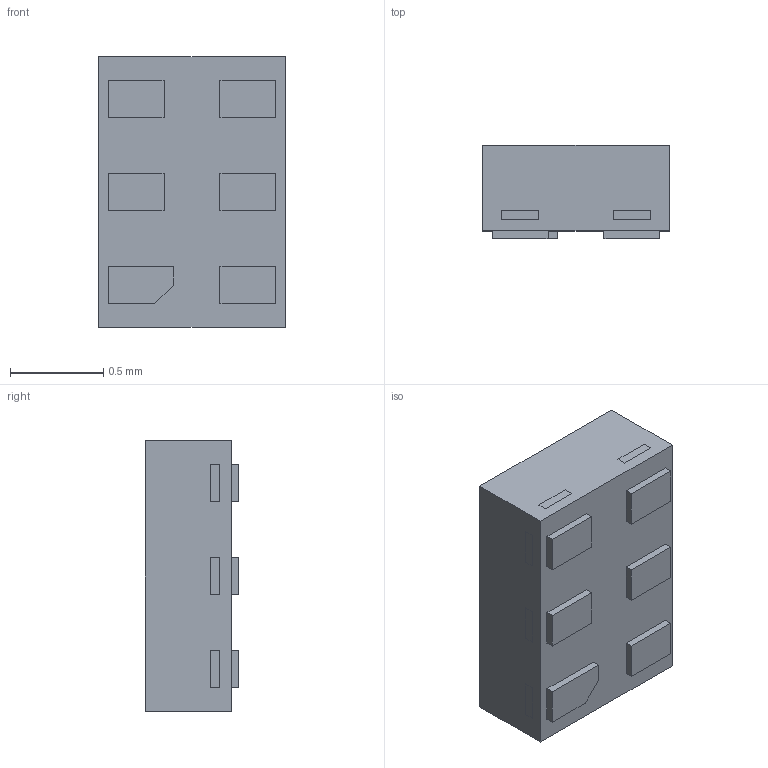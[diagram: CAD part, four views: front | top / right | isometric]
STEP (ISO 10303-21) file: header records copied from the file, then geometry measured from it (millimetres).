
FILE_DESCRIPTION (( 'STEP AP214' ), '1' );
FILE_NAME ('BGU7005,115.STEP', '2023-06-12T21:42:34', ( '' ), ( '' ), 'SwSTEP 2.0', 'SolidWorks 2021', '' );
FILE_SCHEMA (( 'AUTOMOTIVE_DESIGN' ));
Length unit declared in the file: millimetre
Products named in the file (1): BGU7005,115
Bounding box: 1 x 0.5 x 1.45 mm (x, y, z)
Volume: 0.7 mm3; surface area: 10 mm2
Topology: 3 solids, 3 shells, 137 faces, 438 edges, 290 vertices
Faces by surface type: plane 133, cylinder 4
Entity records: 4860 total; most frequent: ORIENTED_EDGE 876, CARTESIAN_POINT 866, DIRECTION 722, EDGE_CURVE 438, LINE 430, VECTOR 430, VERTEX_POINT 290, EDGE_LOOP 158
